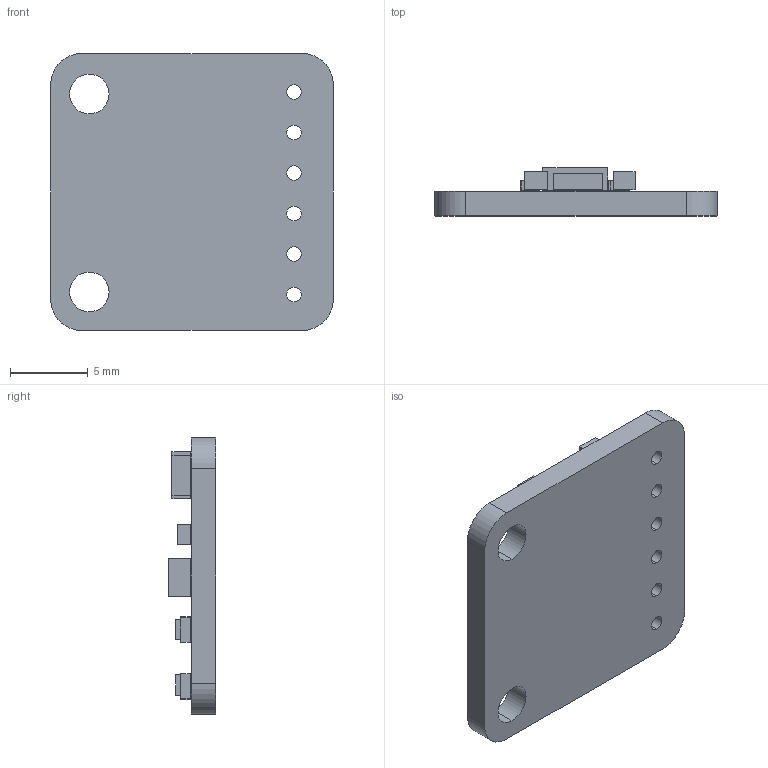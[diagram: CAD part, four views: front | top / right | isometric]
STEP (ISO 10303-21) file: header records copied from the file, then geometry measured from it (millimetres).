
FILE_DESCRIPTION (( 'STEP AP203' ), '1' );
FILE_NAME ('adafruit APDS9960.STEP', '2018-12-05T22:47:07', ( '' ), ( '' ), 'SwSTEP 2.0', 'SolidWorks 2017', '' );
FILE_SCHEMA (( 'CONFIG_CONTROL_DESIGN' ));
Length unit declared in the file: millimetre
Products named in the file (1): adafruit APDS9960
Bounding box: 18.15 x 3.07 x 17.78 mm (x, y, z)
Volume: 522.8 mm3; surface area: 939 mm2
Topology: 12 solids, 12 shells, 92 faces, 204 edges, 136 vertices
Faces by surface type: plane 72, cylinder 20
Entity records: 2615 total; most frequent: CARTESIAN_POINT 433, DIRECTION 430, ORIENTED_EDGE 408, EDGE_CURVE 204, VECTOR 164, LINE 164, VERTEX_POINT 136, AXIS2_PLACEMENT_3D 133
